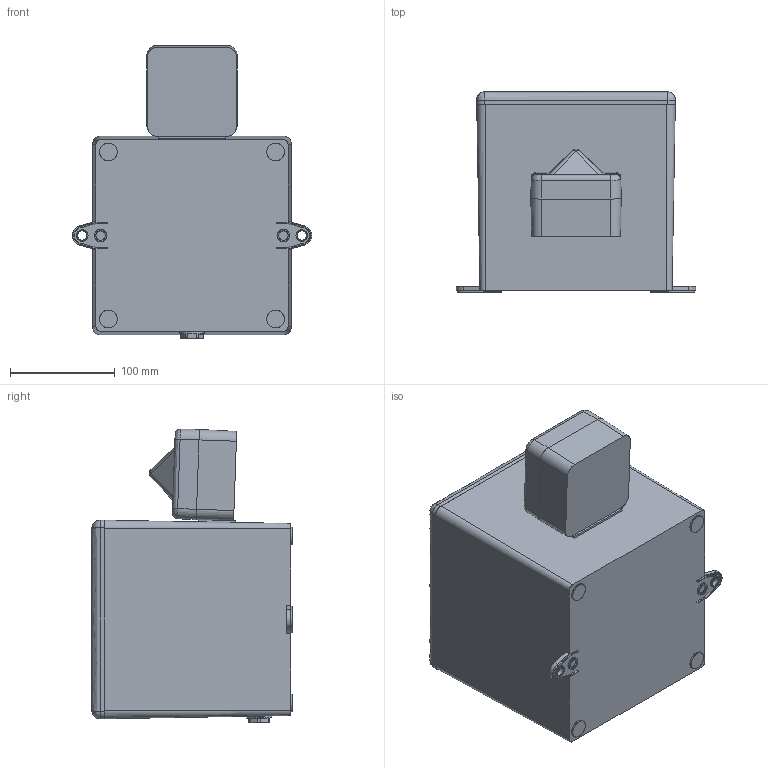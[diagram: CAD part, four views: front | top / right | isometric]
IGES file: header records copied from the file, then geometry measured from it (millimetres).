
Start section: SolidWorks IGES file using analytic representation for surfaces
Global section: file name: D180-05-501-3D_Issue_A.IGS; native system: SolidWorks 2020; preprocessor: SolidWorks 2020; author: RandipRait; date: 200206.095949; units: millimetre
Bounding box: 229 x 191.5 x 281.01 mm (x, y, z)
Surface area: 576513 mm2 (no closed solid volume)
Topology: 0 solids, 0 shells, 648 faces, 7984 edges, 7932 vertices
Faces by surface type: bspline 335, revolution 313
